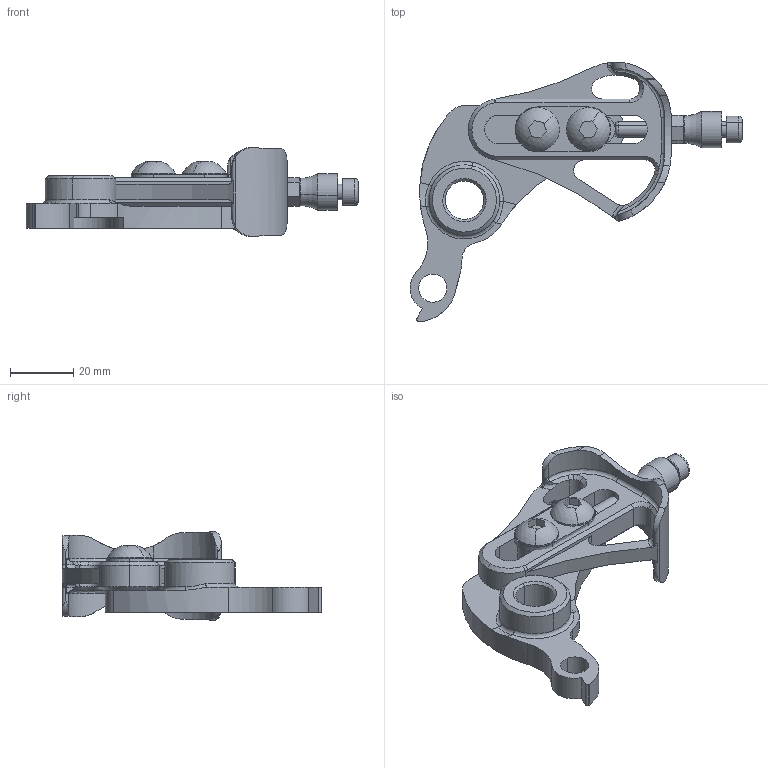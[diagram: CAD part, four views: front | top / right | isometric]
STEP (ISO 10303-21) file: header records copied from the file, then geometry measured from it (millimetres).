
FILE_DESCRIPTION (( 'STEP AP214' ), '1' );
FILE_NAME ('DR4137_Flanged.STEP', '2018-09-12T14:32:00', ( 'JeffCAD' ), ( 'Microsoft' ), 'SwSTEP 2.0', 'SolidWorks 2018', '' );
FILE_SCHEMA (( 'AUTOMOTIVE_DESIGN' ));
Length unit declared in the file: inch
Products named in the file (8): DR4137_Flanged; MS5001; MS2016; MS2013; MS2012; MS1013; DR4137; DS0001
Assembly tree (8 placements, depth 2):
  DR4137_Flanged
    DS0001
    DR4137
    MS1013
    MS2012  x2
    MS2013
    MS2016
    MS5001
Bounding box: 104.72 x 81.89 x 27.85 mm (x, y, z)
Volume: 32078.7 mm3; surface area: 19967.1 mm2
Topology: 8 solids, 8 shells, 277 faces, 714 edges, 452 vertices
Faces by surface type: cylinder 119, plane 80, cone 30, torus 25, bspline 19, sphere 4
Entity records: 10115 total; most frequent: CARTESIAN_POINT 3630, ORIENTED_EDGE 1352, DIRECTION 1202, EDGE_CURVE 676, AXIS2_PLACEMENT_3D 483, VERTEX_POINT 428, EDGE_LOOP 286, FACE_OUTER_BOUND 262
